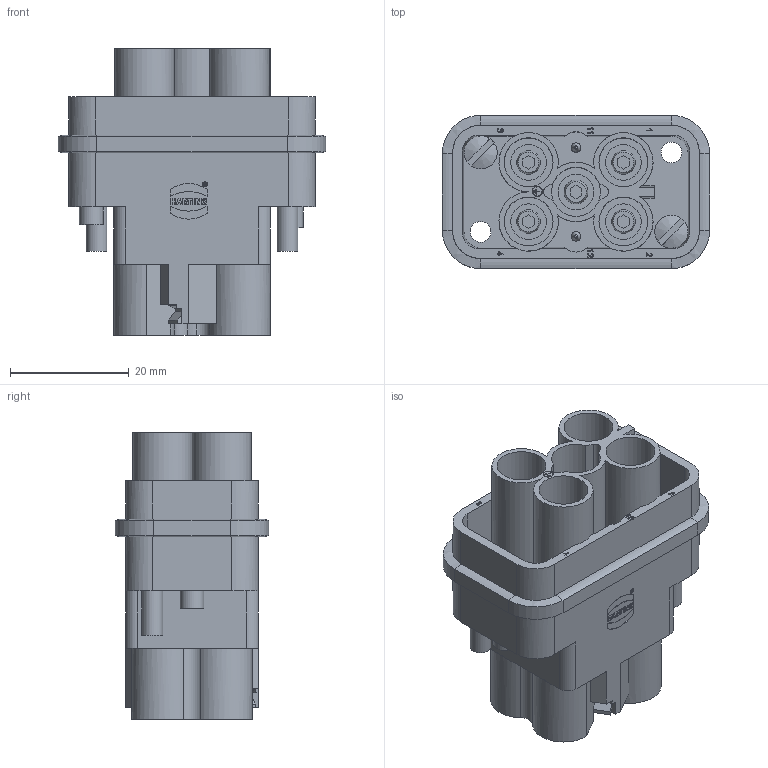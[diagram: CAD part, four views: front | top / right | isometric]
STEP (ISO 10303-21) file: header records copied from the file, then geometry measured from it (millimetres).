
FILE_DESCRIPTION(/* description */ (''),/* implementation_level */ '2;1');
FILE_NAME(/* name */ '100219743ugm000_d.stp',/* time_stamp */ '2019-10-24T12:28:07+02:00',/* author */ (''),/* organization */ (''),/* preprocessor_version */ 'ST-DEVELOPER v16.7',/* originating_system */ 'SIEMENS PLM Software NX 12.0',/* authorisation */ '');
FILE_SCHEMA (('AUTOMOTIVE_DESIGN { 1 0 10303 214 3 1 1 1 }'));
Length unit declared in the file: millimetre
Products named in the file (1): 100219743ugm000_d
Bounding box: 45.1 x 25.9 x 48.4 mm (x, y, z)
Volume: 19152.3 mm3; surface area: 17542.1 mm2
Topology: 1 solids, 1 shells, 582 faces, 1512 edges, 1011 vertices
Faces by surface type: plane 383, cylinder 103, extrusion 39, bspline 31, cone 21, sphere 5
Full cylindrical faces by diameter (mm): 0.683 x1, 0.807 x1, 1.6 x3, 1.7 x4, 1.708 x1, 1.95 x1, 2 x1, 3.2 x2, 3.5 x5, 3.95 x1, 4 x6, 6 x5, 6.2 x5, 7.9 x5, 8.25 x4
Entity records: 21145 total; most frequent: CARTESIAN_POINT 5862, ORIENTED_EDGE 2764, DIRECTION 2456, EDGE_CURVE 1382, VERTEX_POINT 970, VECTOR 880, LINE 841, AXIS2_PLACEMENT_3D 788
